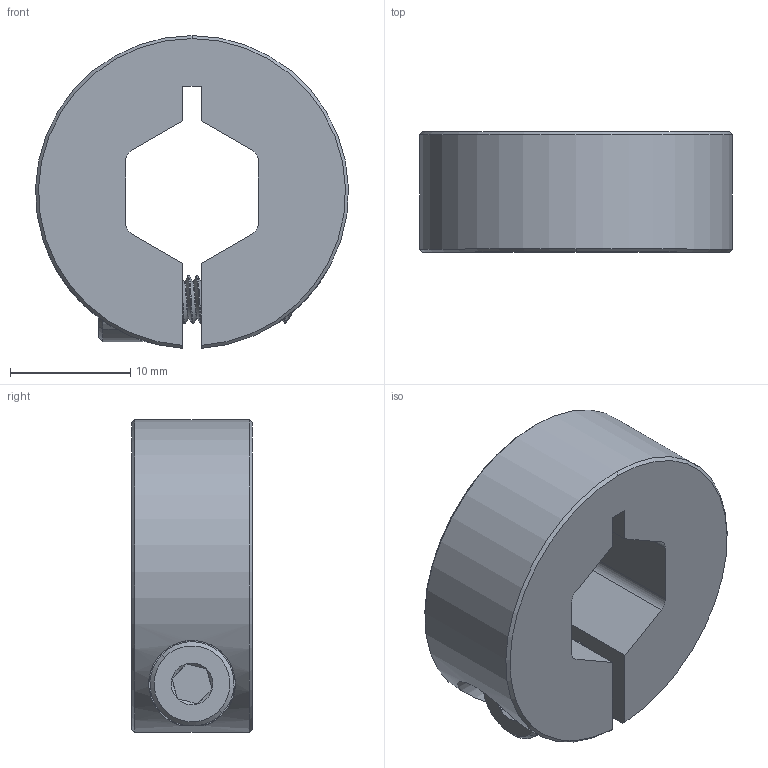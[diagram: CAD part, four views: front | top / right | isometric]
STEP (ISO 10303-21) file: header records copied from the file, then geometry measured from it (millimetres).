
FILE_DESCRIPTION (( 'STEP AP203' ), '1' );
FILE_NAME ('2910-1026-4012 assembly.STEP', '2018-06-25T18:36:25', ( '' ), ( '' ), 'SwSTEP 2.0', 'SolidWorks 2016', '' );
FILE_SCHEMA (( 'CONFIG_CONTROL_DESIGN' ));
Length unit declared in the file: millimetre
Products named in the file (3): 2800-0004-0012_90128A207; 2910-1026-4012 assembly; 2910-1026-4012
Assembly tree (2 placements, depth 2):
  2910-1026-4012 assembly
    2910-1026-4012
    2800-0004-0012_90128A207
Bounding box: 25.99 x 10 x 25.98 mm (x, y, z)
Volume: 4027.1 mm3; surface area: 2794.8 mm2
Topology: 2 solids, 2 shells, 186 faces, 520 edges, 341 vertices
Faces by surface type: cylinder 133, plane 24, cone 16, bspline 13
Entity records: 20485 total; most frequent: CARTESIAN_POINT 16258, ORIENTED_EDGE 1040, DIRECTION 615, EDGE_CURVE 520, VERTEX_POINT 341, AXIS2_PLACEMENT_3D 221, EDGE_LOOP 193, ADVANCED_FACE 186
